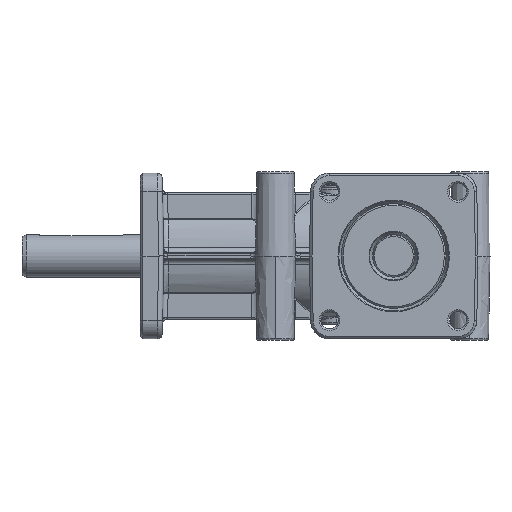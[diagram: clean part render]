
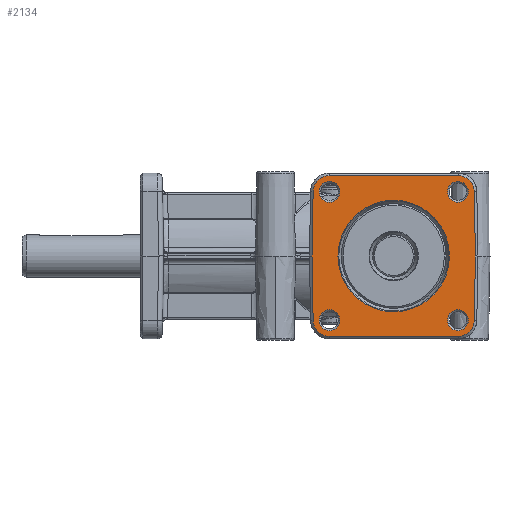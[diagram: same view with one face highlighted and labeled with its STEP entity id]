
A CAD part, left-side view. The second image highlights one B-rep face of the part: STEP entity #2134.
In plain terms, the highlighted planar face has unit normal (-1, 0, 0).
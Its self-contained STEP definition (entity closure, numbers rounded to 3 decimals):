
#2134=ADVANCED_FACE('',(#6266,#6267,#6268,#6269,#6270,#6271),#6272,.T.);
#6266=FACE_OUTER_BOUND('',#12976,.T.);
#6267=FACE_BOUND('',#12977,.T.);
#6268=FACE_BOUND('',#12978,.T.);
#6269=FACE_BOUND('',#12979,.T.);
#6270=FACE_BOUND('',#12980,.T.);
#6271=FACE_BOUND('',#12981,.T.);
#6272=PLANE('',#12982);
#12976=EDGE_LOOP('',(#117314,#117315,#117316,#117317,#117318,#117319,#117320,#117321,#117322,#117323));
#12977=EDGE_LOOP('',(#117324,#117325));
#12978=EDGE_LOOP('',(#117326,#117327));
#12979=EDGE_LOOP('',(#117328,#117329));
#12980=EDGE_LOOP('',(#117330,#117331));
#12981=EDGE_LOOP('',(#117332,#117333));
#12982=AXIS2_PLACEMENT_3D('',#117334,#117335,#117336);
#117314=ORIENTED_EDGE('',*,*,#132230,.F.);
#117315=ORIENTED_EDGE('',*,*,#132231,.F.);
#117316=ORIENTED_EDGE('',*,*,#132232,.F.);
#117317=ORIENTED_EDGE('',*,*,#132233,.F.);
#117318=ORIENTED_EDGE('',*,*,#132234,.F.);
#117319=ORIENTED_EDGE('',*,*,#132235,.F.);
#117320=ORIENTED_EDGE('',*,*,#132236,.F.);
#117321=ORIENTED_EDGE('',*,*,#132237,.F.);
#117322=ORIENTED_EDGE('',*,*,#132238,.F.);
#117323=ORIENTED_EDGE('',*,*,#132239,.F.);
#117324=ORIENTED_EDGE('',*,*,#132240,.F.);
#117325=ORIENTED_EDGE('',*,*,#132241,.F.);
#117326=ORIENTED_EDGE('',*,*,#132242,.F.);
#117327=ORIENTED_EDGE('',*,*,#132243,.F.);
#117328=ORIENTED_EDGE('',*,*,#132244,.F.);
#117329=ORIENTED_EDGE('',*,*,#132245,.F.);
#117330=ORIENTED_EDGE('',*,*,#132246,.F.);
#117331=ORIENTED_EDGE('',*,*,#132247,.F.);
#117332=ORIENTED_EDGE('',*,*,#132224,.F.);
#117333=ORIENTED_EDGE('',*,*,#132225,.F.);
#117334=CARTESIAN_POINT('',(-80.0,18.75,0.0));
#117335=DIRECTION('',(-1.0,0.0,0.0));
#117336=DIRECTION('',(0.0,0.0,1.0));
#132224=EDGE_CURVE('',#139271,#139272,#139273,.T.);
#132225=EDGE_CURVE('',#139272,#139271,#139274,.T.);
#132230=EDGE_CURVE('',#139281,#139282,#139283,.T.);
#132231=EDGE_CURVE('',#139284,#139281,#139285,.T.);
#132232=EDGE_CURVE('',#139286,#139284,#139287,.T.);
#132233=EDGE_CURVE('',#139288,#139286,#139289,.T.);
#132234=EDGE_CURVE('',#139290,#139288,#139291,.T.);
#132235=EDGE_CURVE('',#139292,#139290,#139293,.T.);
#132236=EDGE_CURVE('',#139294,#139292,#139295,.T.);
#132237=EDGE_CURVE('',#139296,#139294,#139297,.T.);
#132238=EDGE_CURVE('',#139298,#139296,#139299,.T.);
#132239=EDGE_CURVE('',#139282,#139298,#139300,.T.);
#132240=EDGE_CURVE('',#139301,#139302,#139303,.T.);
#132241=EDGE_CURVE('',#139302,#139301,#139304,.T.);
#132242=EDGE_CURVE('',#139305,#139306,#139307,.T.);
#132243=EDGE_CURVE('',#139306,#139305,#139308,.T.);
#132244=EDGE_CURVE('',#139309,#139310,#139311,.T.);
#132245=EDGE_CURVE('',#139310,#139309,#139312,.T.);
#132246=EDGE_CURVE('',#139313,#139314,#139315,.T.);
#132247=EDGE_CURVE('',#139314,#139313,#139316,.T.);
#139271=VERTEX_POINT('',#149641);
#139272=VERTEX_POINT('',#149642);
#139273=CIRCLE('',#149643,33.0);
#139274=CIRCLE('',#149644,33.0);
#139281=VERTEX_POINT('',#149651);
#139282=VERTEX_POINT('',#149652);
#139283=LINE('',#149653,#149654);
#139284=VERTEX_POINT('',#149655);
#139285=CIRCLE('',#149656,9.5);
#139286=VERTEX_POINT('',#149657);
#139287=LINE('',#149658,#149659);
#139288=VERTEX_POINT('',#149660);
#139289=LINE('',#149661,#149662);
#139290=VERTEX_POINT('',#149663);
#139291=CIRCLE('',#149664,9.5);
#139292=VERTEX_POINT('',#149665);
#139293=LINE('',#149666,#149667);
#139294=VERTEX_POINT('',#149668);
#139295=CIRCLE('',#149669,9.5);
#139296=VERTEX_POINT('',#149670);
#139297=LINE('',#149671,#149672);
#139298=VERTEX_POINT('',#149673);
#139299=LINE('',#149674,#149675);
#139300=CIRCLE('',#149676,9.5);
#139301=VERTEX_POINT('',#149677);
#139302=VERTEX_POINT('',#149678);
#139303=CIRCLE('',#149679,6.15);
#139304=CIRCLE('',#149680,6.15);
#139305=VERTEX_POINT('',#149681);
#139306=VERTEX_POINT('',#149682);
#139307=CIRCLE('',#149683,6.15);
#139308=CIRCLE('',#149684,6.15);
#139309=VERTEX_POINT('',#149685);
#139310=VERTEX_POINT('',#149686);
#139311=CIRCLE('',#149687,6.15);
#139312=CIRCLE('',#149688,6.15);
#139313=VERTEX_POINT('',#149689);
#139314=VERTEX_POINT('',#149690);
#139315=CIRCLE('',#149691,6.15);
#139316=CIRCLE('',#149692,6.15);
#149641=CARTESIAN_POINT('',(-80.0,33.0,0.));
#149642=CARTESIAN_POINT('',(-80.0,-33.0,0.));
#149643=AXIS2_PLACEMENT_3D('',#183175,#183176,#183177);
#149644=AXIS2_PLACEMENT_3D('',#183178,#183179,#183180);
#149651=CARTESIAN_POINT('',(-80.0,38.19,47.5));
#149652=CARTESIAN_POINT('',(-80.0,-38.19,47.5));
#149653=CARTESIAN_POINT('',(-80.0,38.19,47.5));
#149654=VECTOR('',#183187,76.381);
#149655=CARTESIAN_POINT('',(-80.0,47.689,38.166));
#149656=AXIS2_PLACEMENT_3D('',#183188,#183189,#183190);
#149657=CARTESIAN_POINT('',(-80.0,48.355,0.));
#149658=CARTESIAN_POINT('',(-80.0,48.355,0.));
#149659=VECTOR('',#183191,38.172);
#149660=CARTESIAN_POINT('',(-80.0,47.689,-38.166));
#149661=CARTESIAN_POINT('',(-80.0,47.689,-38.166));
#149662=VECTOR('',#183192,38.172);
#149663=CARTESIAN_POINT('',(-80.0,38.19,-47.5));
#149664=AXIS2_PLACEMENT_3D('',#183193,#183194,#183195);
#149665=CARTESIAN_POINT('',(-80.0,-38.19,-47.5));
#149666=CARTESIAN_POINT('',(-80.0,-38.19,-47.5));
#149667=VECTOR('',#183196,76.381);
#149668=CARTESIAN_POINT('',(-80.0,-47.689,-38.166));
#149669=AXIS2_PLACEMENT_3D('',#183197,#183198,#183199);
#149670=CARTESIAN_POINT('',(-80.0,-48.355,0.));
#149671=CARTESIAN_POINT('',(-80.0,-48.355,0.));
#149672=VECTOR('',#183200,38.172);
#149673=CARTESIAN_POINT('',(-80.0,-47.689,38.166));
#149674=CARTESIAN_POINT('',(-80.0,-47.689,38.166));
#149675=VECTOR('',#183201,38.172);
#149676=AXIS2_PLACEMENT_3D('',#183202,#183203,#183204);
#149677=CARTESIAN_POINT('',(-80.0,44.15,38.0));
#149678=CARTESIAN_POINT('',(-80.0,31.85,38.0));
#149679=AXIS2_PLACEMENT_3D('',#183205,#183206,#183207);
#149680=AXIS2_PLACEMENT_3D('',#183208,#183209,#183210);
#149681=CARTESIAN_POINT('',(-80.0,-31.85,-38.0));
#149682=CARTESIAN_POINT('',(-80.0,-44.15,-38.0));
#149683=AXIS2_PLACEMENT_3D('',#183211,#183212,#183213);
#149684=AXIS2_PLACEMENT_3D('',#183214,#183215,#183216);
#149685=CARTESIAN_POINT('',(-80.0,-31.85,38.0));
#149686=CARTESIAN_POINT('',(-80.0,-44.15,38.0));
#149687=AXIS2_PLACEMENT_3D('',#183217,#183218,#183219);
#149688=AXIS2_PLACEMENT_3D('',#183220,#183221,#183222);
#149689=CARTESIAN_POINT('',(-80.0,44.15,-38.0));
#149690=CARTESIAN_POINT('',(-80.0,31.85,-38.0));
#149691=AXIS2_PLACEMENT_3D('',#183223,#183224,#183225);
#149692=AXIS2_PLACEMENT_3D('',#183226,#183227,#183228);
#183175=CARTESIAN_POINT('',(-80.0,0.0,0.0));
#183176=DIRECTION('',(-1.0,0.0,0.0));
#183177=DIRECTION('',(0.0,-1.0,0.0));
#183178=CARTESIAN_POINT('',(-80.0,0.0,0.0));
#183179=DIRECTION('',(-1.0,0.0,0.0));
#183180=DIRECTION('',(0.0,-1.0,0.0));
#183187=DIRECTION('',(0.0,-1.0,0.0));
#183188=CARTESIAN_POINT('',(-80.0,38.19,38.0));
#183189=DIRECTION('',(1.0,0.0,-0.0));
#183190=DIRECTION('',(0.0,0.701,0.713));
#183191=DIRECTION('',(0.0,-0.017,1.));
#183192=DIRECTION('',(0.0,0.017,1.));
#183193=CARTESIAN_POINT('',(-80.0,38.19,-38.0));
#183194=DIRECTION('',(1.0,0.0,0.0));
#183195=DIRECTION('',(0.0,0.701,-0.713));
#183196=DIRECTION('',(0.0,1.0,0.0));
#183197=CARTESIAN_POINT('',(-80.0,-38.19,-38.0));
#183198=DIRECTION('',(1.0,0.0,0.0));
#183199=DIRECTION('',(0.0,-0.701,-0.713));
#183200=DIRECTION('',(0.0,0.017,-1.));
#183201=DIRECTION('',(0.0,-0.017,-1.));
#183202=CARTESIAN_POINT('',(-80.0,-38.19,38.0));
#183203=DIRECTION('',(1.0,0.0,0.0));
#183204=DIRECTION('',(0.0,-0.701,0.713));
#183205=CARTESIAN_POINT('',(-80.0,38.0,38.0));
#183206=DIRECTION('',(-1.0,0.0,0.0));
#183207=DIRECTION('',(0.0,-1.0,0.0));
#183208=CARTESIAN_POINT('',(-80.0,38.0,38.0));
#183209=DIRECTION('',(-1.0,0.0,0.0));
#183210=DIRECTION('',(0.0,-1.0,0.0));
#183211=CARTESIAN_POINT('',(-80.0,-38.0,-38.0));
#183212=DIRECTION('',(-1.0,0.0,0.0));
#183213=DIRECTION('',(0.0,-1.0,0.0));
#183214=CARTESIAN_POINT('',(-80.0,-38.0,-38.0));
#183215=DIRECTION('',(-1.0,0.0,0.0));
#183216=DIRECTION('',(0.0,-1.0,0.0));
#183217=CARTESIAN_POINT('',(-80.0,-38.0,38.0));
#183218=DIRECTION('',(-1.0,0.0,0.0));
#183219=DIRECTION('',(0.0,-1.0,0.0));
#183220=CARTESIAN_POINT('',(-80.0,-38.0,38.0));
#183221=DIRECTION('',(-1.0,0.0,0.0));
#183222=DIRECTION('',(0.0,-1.0,0.0));
#183223=CARTESIAN_POINT('',(-80.0,38.0,-38.0));
#183224=DIRECTION('',(-1.0,0.0,0.0));
#183225=DIRECTION('',(0.0,-1.0,0.0));
#183226=CARTESIAN_POINT('',(-80.0,38.0,-38.0));
#183227=DIRECTION('',(-1.0,0.0,0.0));
#183228=DIRECTION('',(0.0,-1.0,0.0));
